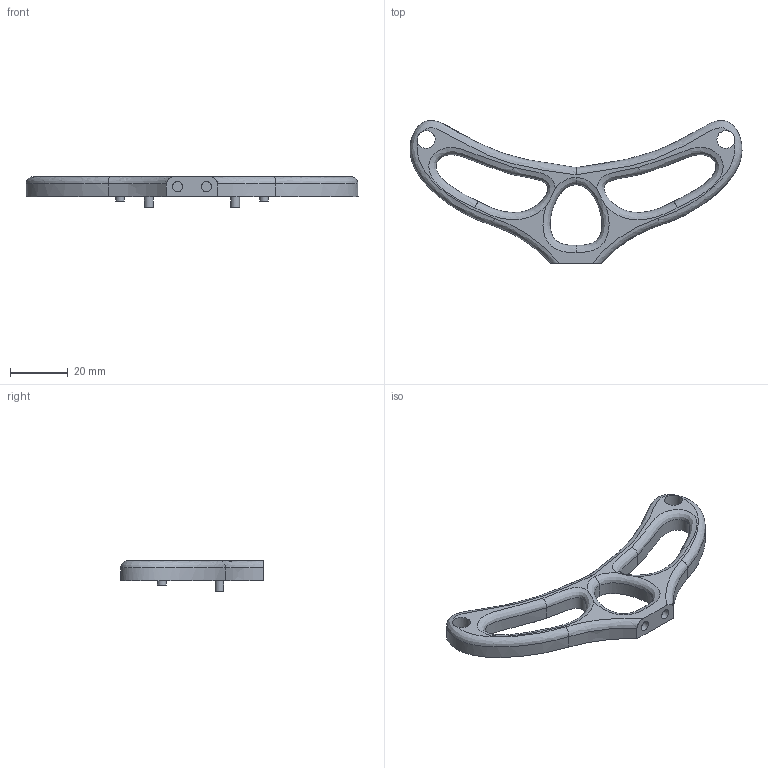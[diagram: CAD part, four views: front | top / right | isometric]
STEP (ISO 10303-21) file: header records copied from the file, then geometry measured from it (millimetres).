
FILE_DESCRIPTION(/* description */ (''),/* implementation_level */ '2;1');
FILE_NAME(/* name */ 'OpticalSystem - BasePlate v2.step',/* time_stamp */ '2022-08-17T12:05:31+02:00',/* author */ (''),/* organization */ (''),/* preprocessor_version */ 'ST-DEVELOPER v19',/* originating_system */ 'Autodesk Translation Framework v11.7.0.108',/* authorisation */ '');
FILE_SCHEMA (('AUTOMOTIVE_DESIGN { 1 0 10303 214 3 1 1 }'));
Length unit declared in the file: millimetre
Products named in the file (2): OpticalSystem - BasePlate; Mount_BasePlate
Assembly tree (1 placements, depth 2):
  OpticalSystem - BasePlate
    Mount_BasePlate
Bounding box: 115.24 x 49.61 x 10.7 mm (x, y, z)
Volume: 12517.2 mm3; surface area: 7454.8 mm2
Topology: 1 solids, 1 shells, 37 faces, 90 edges, 57 vertices
Faces by surface type: bspline 20, plane 9, cylinder 8
Full cylindrical faces by diameter (mm): 3 x4, 3.5 x2, 6.2 x2
Entity records: 2924 total; most frequent: CARTESIAN_POINT 2131, ORIENTED_EDGE 180, DIRECTION 103, EDGE_CURVE 90, VERTEX_POINT 57, EDGE_LOOP 49, AXIS2_PLACEMENT_3D 42, B_SPLINE_CURVE_WITH_KNOTS 41
